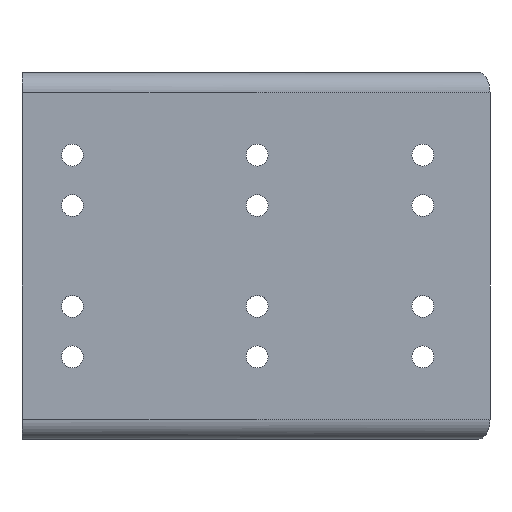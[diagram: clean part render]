
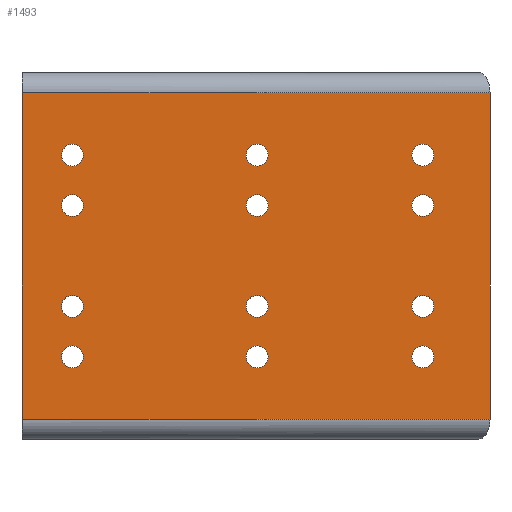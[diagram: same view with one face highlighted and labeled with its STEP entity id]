
A CAD part, top view. The second image highlights one B-rep face of the part: STEP entity #1493.
In plain terms, the highlighted planar face has unit normal (0, 0, 1).
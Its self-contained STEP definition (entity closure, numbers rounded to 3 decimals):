
#115=FACE_BOUND('',#418,.T.);
#116=FACE_BOUND('',#419,.T.);
#117=FACE_BOUND('',#420,.T.);
#118=FACE_BOUND('',#421,.T.);
#119=FACE_BOUND('',#422,.T.);
#120=FACE_BOUND('',#423,.T.);
#121=FACE_BOUND('',#424,.T.);
#122=FACE_BOUND('',#425,.T.);
#123=FACE_BOUND('',#426,.T.);
#124=FACE_BOUND('',#427,.T.);
#125=FACE_BOUND('',#428,.T.);
#126=FACE_BOUND('',#429,.T.);
#175=CIRCLE('',#1588,3.25);
#176=CIRCLE('',#1590,3.25);
#177=CIRCLE('',#1592,3.25);
#178=CIRCLE('',#1594,3.25);
#179=CIRCLE('',#1596,3.25);
#180=CIRCLE('',#1598,3.25);
#181=CIRCLE('',#1600,3.25);
#182=CIRCLE('',#1602,3.25);
#183=CIRCLE('',#1604,3.25);
#184=CIRCLE('',#1606,3.25);
#185=CIRCLE('',#1608,3.25);
#186=CIRCLE('',#1610,3.25);
#285=FACE_OUTER_BOUND('',#417,.T.);
#417=EDGE_LOOP('',(#1339,#1340,#1341,#1342));
#418=EDGE_LOOP('',(#1343));
#419=EDGE_LOOP('',(#1344));
#420=EDGE_LOOP('',(#1345));
#421=EDGE_LOOP('',(#1346));
#422=EDGE_LOOP('',(#1347));
#423=EDGE_LOOP('',(#1348));
#424=EDGE_LOOP('',(#1349));
#425=EDGE_LOOP('',(#1350));
#426=EDGE_LOOP('',(#1351));
#427=EDGE_LOOP('',(#1352));
#428=EDGE_LOOP('',(#1353));
#429=EDGE_LOOP('',(#1354));
#513=LINE('',#2466,#623);
#518=LINE('',#2478,#628);
#539=LINE('',#2525,#649);
#540=LINE('',#2526,#650);
#623=VECTOR('',#2041,10.);
#628=VECTOR('',#2052,10.);
#649=VECTOR('',#2103,10.);
#650=VECTOR('',#2104,10.);
#711=VERTEX_POINT('',#2276);
#712=VERTEX_POINT('',#2280);
#713=VERTEX_POINT('',#2284);
#714=VERTEX_POINT('',#2288);
#715=VERTEX_POINT('',#2292);
#716=VERTEX_POINT('',#2296);
#717=VERTEX_POINT('',#2300);
#718=VERTEX_POINT('',#2304);
#719=VERTEX_POINT('',#2308);
#720=VERTEX_POINT('',#2312);
#721=VERTEX_POINT('',#2316);
#722=VERTEX_POINT('',#2320);
#767=VERTEX_POINT('',#2463);
#768=VERTEX_POINT('',#2465);
#772=VERTEX_POINT('',#2476);
#783=VERTEX_POINT('',#2524);
#858=EDGE_CURVE('',#711,#711,#175,.T.);
#860=EDGE_CURVE('',#712,#712,#176,.T.);
#862=EDGE_CURVE('',#713,#713,#177,.T.);
#864=EDGE_CURVE('',#714,#714,#178,.T.);
#866=EDGE_CURVE('',#715,#715,#179,.T.);
#868=EDGE_CURVE('',#716,#716,#180,.T.);
#870=EDGE_CURVE('',#717,#717,#181,.T.);
#872=EDGE_CURVE('',#718,#718,#182,.T.);
#874=EDGE_CURVE('',#719,#719,#183,.T.);
#876=EDGE_CURVE('',#720,#720,#184,.T.);
#878=EDGE_CURVE('',#721,#721,#185,.T.);
#880=EDGE_CURVE('',#722,#722,#186,.T.);
#948=EDGE_CURVE('',#768,#767,#513,.T.);
#955=EDGE_CURVE('',#772,#767,#518,.T.);
#978=EDGE_CURVE('',#783,#772,#539,.T.);
#979=EDGE_CURVE('',#783,#768,#540,.T.);
#1339=ORIENTED_EDGE('',*,*,#948,.T.);
#1340=ORIENTED_EDGE('',*,*,#955,.F.);
#1341=ORIENTED_EDGE('',*,*,#978,.F.);
#1342=ORIENTED_EDGE('',*,*,#979,.T.);
#1343=ORIENTED_EDGE('',*,*,#858,.T.);
#1344=ORIENTED_EDGE('',*,*,#860,.T.);
#1345=ORIENTED_EDGE('',*,*,#862,.T.);
#1346=ORIENTED_EDGE('',*,*,#864,.T.);
#1347=ORIENTED_EDGE('',*,*,#866,.T.);
#1348=ORIENTED_EDGE('',*,*,#868,.T.);
#1349=ORIENTED_EDGE('',*,*,#870,.T.);
#1350=ORIENTED_EDGE('',*,*,#872,.T.);
#1351=ORIENTED_EDGE('',*,*,#874,.T.);
#1352=ORIENTED_EDGE('',*,*,#876,.T.);
#1353=ORIENTED_EDGE('',*,*,#878,.T.);
#1354=ORIENTED_EDGE('',*,*,#880,.T.);
#1414=PLANE('',#1670);
#1493=ADVANCED_FACE('',(#285,#115,#116,#117,#118,#119,#120,#121,#122,#123,
#124,#125,#126),#1414,.T.);
#1588=AXIS2_PLACEMENT_3D('',#2277,#1856,#1857);
#1590=AXIS2_PLACEMENT_3D('',#2281,#1861,#1862);
#1592=AXIS2_PLACEMENT_3D('',#2285,#1866,#1867);
#1594=AXIS2_PLACEMENT_3D('',#2289,#1871,#1872);
#1596=AXIS2_PLACEMENT_3D('',#2293,#1876,#1877);
#1598=AXIS2_PLACEMENT_3D('',#2297,#1881,#1882);
#1600=AXIS2_PLACEMENT_3D('',#2301,#1886,#1887);
#1602=AXIS2_PLACEMENT_3D('',#2305,#1891,#1892);
#1604=AXIS2_PLACEMENT_3D('',#2309,#1896,#1897);
#1606=AXIS2_PLACEMENT_3D('',#2313,#1901,#1902);
#1608=AXIS2_PLACEMENT_3D('',#2317,#1906,#1907);
#1610=AXIS2_PLACEMENT_3D('',#2321,#1911,#1912);
#1670=AXIS2_PLACEMENT_3D('',#2523,#2101,#2102);
#1856=DIRECTION('center_axis',(0.,0.,-1.));
#1857=DIRECTION('ref_axis',(1.,0.,0.));
#1861=DIRECTION('center_axis',(0.,0.,-1.));
#1862=DIRECTION('ref_axis',(1.,0.,0.));
#1866=DIRECTION('center_axis',(0.,0.,-1.));
#1867=DIRECTION('ref_axis',(1.,0.,0.));
#1871=DIRECTION('center_axis',(0.,0.,-1.));
#1872=DIRECTION('ref_axis',(1.,0.,0.));
#1876=DIRECTION('center_axis',(0.,0.,-1.));
#1877=DIRECTION('ref_axis',(1.,0.,0.));
#1881=DIRECTION('center_axis',(0.,0.,-1.));
#1882=DIRECTION('ref_axis',(1.,0.,0.));
#1886=DIRECTION('center_axis',(0.,0.,-1.));
#1887=DIRECTION('ref_axis',(1.,0.,0.));
#1891=DIRECTION('center_axis',(0.,0.,-1.));
#1892=DIRECTION('ref_axis',(1.,0.,0.));
#1896=DIRECTION('center_axis',(0.,0.,-1.));
#1897=DIRECTION('ref_axis',(1.,0.,0.));
#1901=DIRECTION('center_axis',(0.,0.,-1.));
#1902=DIRECTION('ref_axis',(1.,0.,0.));
#1906=DIRECTION('center_axis',(0.,0.,-1.));
#1907=DIRECTION('ref_axis',(1.,0.,0.));
#1911=DIRECTION('center_axis',(0.,0.,-1.));
#1912=DIRECTION('ref_axis',(1.,0.,0.));
#2041=DIRECTION('',(0.,1.,0.));
#2052=DIRECTION('',(1.,0.,0.));
#2101=DIRECTION('center_axis',(0.,0.,1.));
#2102=DIRECTION('ref_axis',(0.,1.,0.));
#2103=DIRECTION('',(0.,1.,0.));
#2104=DIRECTION('',(1.,0.,0.));
#2276=CARTESIAN_POINT('',(-3.25,-30.,120.));
#2277=CARTESIAN_POINT('Origin',(0.,-30.,
120.));
#2280=CARTESIAN_POINT('',(-58.25,15.,120.));
#2281=CARTESIAN_POINT('Origin',(-55.,15.,120.));
#2284=CARTESIAN_POINT('',(-3.25,30.,120.));
#2285=CARTESIAN_POINT('Origin',(0.,30.,120.));
#2288=CARTESIAN_POINT('',(46.032,30.,120.));
#2289=CARTESIAN_POINT('Origin',(49.282,30.,120.));
#2292=CARTESIAN_POINT('',(-58.25,-15.,120.));
#2293=CARTESIAN_POINT('Origin',(-55.,-15.,120.));
#2296=CARTESIAN_POINT('',(46.032,-15.,120.));
#2297=CARTESIAN_POINT('Origin',(49.282,-15.,120.));
#2300=CARTESIAN_POINT('',(-3.25,-15.,120.));
#2301=CARTESIAN_POINT('Origin',(0.,-15.,
120.));
#2304=CARTESIAN_POINT('',(-3.25,15.,120.));
#2305=CARTESIAN_POINT('Origin',(0.,15.,120.));
#2308=CARTESIAN_POINT('',(-58.25,30.,120.));
#2309=CARTESIAN_POINT('Origin',(-55.,30.,120.));
#2312=CARTESIAN_POINT('',(46.032,15.,120.));
#2313=CARTESIAN_POINT('Origin',(49.282,15.,120.));
#2316=CARTESIAN_POINT('',(-58.25,-30.,120.));
#2317=CARTESIAN_POINT('Origin',(-55.,-30.,120.));
#2320=CARTESIAN_POINT('',(46.032,-30.,120.));
#2321=CARTESIAN_POINT('Origin',(49.282,-30.,120.));
#2463=CARTESIAN_POINT('',(69.282,48.578,120.));
#2465=CARTESIAN_POINT('',(69.282,-48.578,120.));
#2466=CARTESIAN_POINT('',(69.282,-45.789,120.));
#2476=CARTESIAN_POINT('',(-70.,48.578,120.));
#2478=CARTESIAN_POINT('',(0.,48.578,120.));
#2523=CARTESIAN_POINT('Origin',(0.,-48.578,120.));
#2524=CARTESIAN_POINT('',(-70.,-48.578,120.));
#2525=CARTESIAN_POINT('',(-70.,48.578,120.));
#2526=CARTESIAN_POINT('',(0.,-48.578,120.));
